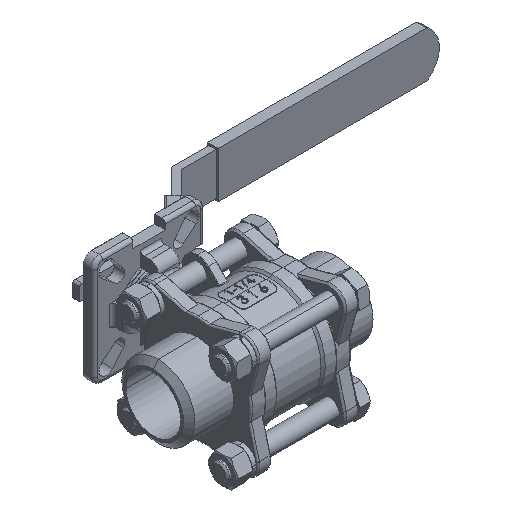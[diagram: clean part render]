
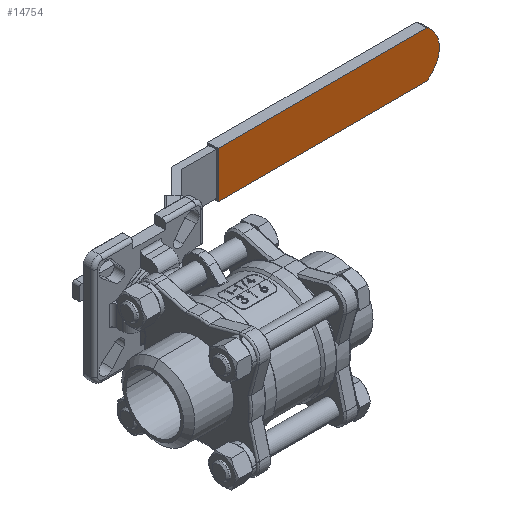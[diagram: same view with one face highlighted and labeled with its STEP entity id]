
A CAD part, isometric view. The second image highlights one B-rep face of the part: STEP entity #14754.
In plain terms, the highlighted face is planar.
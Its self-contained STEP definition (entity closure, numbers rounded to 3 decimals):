
#1558=CIRCLE('',#16195,16.);
#5755=ORIENTED_EDGE('',*,*,#8075,.F.);
#5756=ORIENTED_EDGE('',*,*,#8076,.F.);
#5757=ORIENTED_EDGE('',*,*,#8077,.F.);
#5758=ORIENTED_EDGE('',*,*,#8078,.F.);
#8075=EDGE_CURVE('',#9497,#9498,#10561,.T.);
#8076=EDGE_CURVE('',#9499,#9497,#10562,.T.);
#8077=EDGE_CURVE('',#9500,#9499,#10563,.T.);
#8078=EDGE_CURVE('',#9498,#9500,#1558,.T.);
#9497=VERTEX_POINT('',#35081);
#9498=VERTEX_POINT('',#35082);
#9499=VERTEX_POINT('',#35084);
#9500=VERTEX_POINT('',#35086);
#10561=LINE('',#35080,#11633);
#10562=LINE('',#35083,#11634);
#10563=LINE('',#35085,#11635);
#11633=VECTOR('',#19771,1000.);
#11634=VECTOR('',#19772,1000.);
#11635=VECTOR('',#19773,1000.);
#12578=EDGE_LOOP('',(#5755,#5756,#5757,#5758));
#13496=FACE_BOUND('',#12578,.T.);
#13931=PLANE('',#16194);
#14754=ADVANCED_FACE('',(#13496),#13931,.T.);
#16194=AXIS2_PLACEMENT_3D('',#35079,#19769,#19770);
#16195=AXIS2_PLACEMENT_3D('',#35087,#19774,#19775);
#19769=DIRECTION('',(0.,0.,-1.));
#19770=DIRECTION('',(-1.,0.,0.));
#19771=DIRECTION('',(1.,0.,0.));
#19772=DIRECTION('',(0.,-1.,0.));
#19773=DIRECTION('',(-1.,0.,0.));
#19774=DIRECTION('',(0.,0.,1.));
#19775=DIRECTION('',(-1.,0.,0.));
#35079=CARTESIAN_POINT('',(113.412,13.5,0.));
#35080=CARTESIAN_POINT('',(122.,0.,0.));
#35081=CARTESIAN_POINT('',(0.,0.,0.));
#35082=CARTESIAN_POINT('',(122.,0.,0.));
#35083=CARTESIAN_POINT('',(0.,0.,0.));
#35084=CARTESIAN_POINT('',(0.,27.,0.));
#35085=CARTESIAN_POINT('',(0.,27.,0.));
#35086=CARTESIAN_POINT('',(122.,27.,0.));
#35087=CARTESIAN_POINT('',(113.412,13.5,0.));
